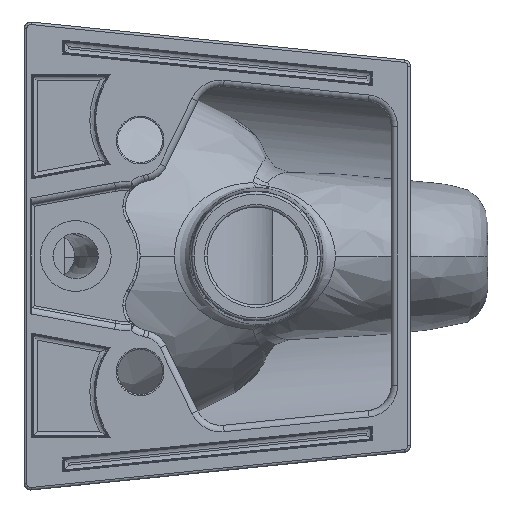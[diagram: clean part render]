
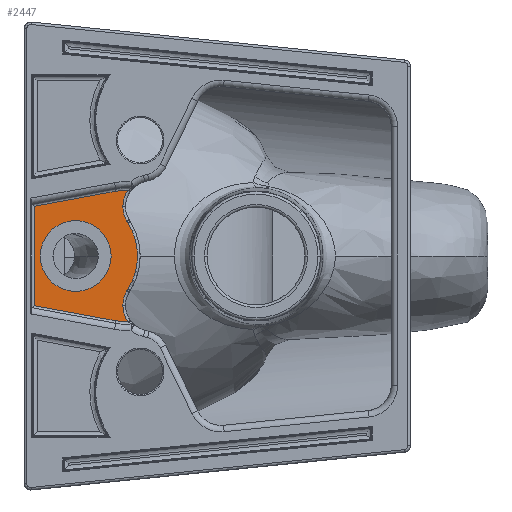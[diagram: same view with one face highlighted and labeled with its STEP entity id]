
A CAD part, left-side view. The second image highlights one B-rep face of the part: STEP entity #2447.
In plain terms, the highlighted planar face has unit normal (-1, 0, 0).
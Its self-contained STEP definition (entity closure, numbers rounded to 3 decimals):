
#84 = DIRECTION ( 'NONE',  ( 0., 1., 0. ) ) ;
#260 = ORIENTED_EDGE ( 'NONE', *, *, #11769, .T. ) ;
#316 = AXIS2_PLACEMENT_3D ( 'NONE', #38863, #39738, #16738 ) ;
#816 = EDGE_LOOP ( 'NONE', ( #2971, #260, #36610, #12183, #1751, #35627, #15058, #39511, #5305, #37947, #30007, #14023 ) ) ;
#1099 = CARTESIAN_POINT ( 'NONE',  ( -235., 129.4, 0. ) ) ;
#1113 = DIRECTION ( 'NONE',  ( 1., 0., 0. ) ) ;
#1200 = VERTEX_POINT ( 'NONE', #5967 ) ;
#1495 = DIRECTION ( 'NONE',  ( -1., 0., 0. ) ) ;
#1624 = CARTESIAN_POINT ( 'NONE',  ( -235., 133.374, 38.3 ) ) ;
#1751 = ORIENTED_EDGE ( 'NONE', *, *, #35523, .T. ) ;
#2447 = ADVANCED_FACE ( 'NONE', ( #33811, #37371 ), #6811, .F. ) ;
#2480 = AXIS2_PLACEMENT_3D ( 'NONE', #12285, #9160, #36392 ) ;
#2971 = ORIENTED_EDGE ( 'NONE', *, *, #24796, .T. ) ;
#3470 = LINE ( 'NONE', #9946, #13574 ) ;
#3577 = AXIS2_PLACEMENT_3D ( 'NONE', #31687, #1113, #35263 ) ;
#4428 = AXIS2_PLACEMENT_3D ( 'NONE', #4794, #14375, #18392 ) ;
#4449 = DIRECTION ( 'NONE',  ( 0., 1., 0. ) ) ;
#4794 = CARTESIAN_POINT ( 'NONE',  ( -235., 111.374, 38.3 ) ) ;
#5074 = CARTESIAN_POINT ( 'NONE',  ( -235., 69.313, -63.236 ) ) ;
#5305 = ORIENTED_EDGE ( 'NONE', *, *, #35699, .T. ) ;
#5967 = CARTESIAN_POINT ( 'NONE',  ( -235., 130.299, -27.08 ) ) ;
#6183 = DIRECTION ( 'NONE',  ( 0., -0.983, -0.182 ) ) ;
#6220 = DIRECTION ( 'NONE',  ( 0., 0., -1. ) ) ;
#6811 = PLANE ( 'NONE',  #17084 ) ;
#6918 = DIRECTION ( 'NONE',  ( 1., 0., 0. ) ) ;
#7449 = VERTEX_POINT ( 'NONE', #10502 ) ;
#7523 = CARTESIAN_POINT ( 'NONE',  ( -235., 133.374, -38.3 ) ) ;
#7889 = CIRCLE ( 'NONE', #43536, 27.5 ) ;
#8278 = CARTESIAN_POINT ( 'NONE',  ( -235., 170., 0. ) ) ;
#8797 = EDGE_CURVE ( 'NONE', #34417, #1200, #40646, .T. ) ;
#9160 = DIRECTION ( 'NONE',  ( 1., 0., 0. ) ) ;
#9318 = AXIS2_PLACEMENT_3D ( 'NONE', #36159, #25432, #35713 ) ;
#9946 = CARTESIAN_POINT ( 'NONE',  ( -235., 138.69, -50.32 ) ) ;
#10072 = DIRECTION ( 'NONE',  ( 0., 1., 0. ) ) ;
#10297 = CIRCLE ( 'NONE', #2480, 70.898 ) ;
#10502 = CARTESIAN_POINT ( 'NONE',  ( -235., 202., 38.632 ) ) ;
#11662 = VECTOR ( 'NONE', #6220, 1000. ) ;
#11725 = AXIS2_PLACEMENT_3D ( 'NONE', #1099, #25399, #4449 ) ;
#11769 = EDGE_CURVE ( 'NONE', #27645, #34417, #28541, .T. ) ;
#12183 = ORIENTED_EDGE ( 'NONE', *, *, #38310, .T. ) ;
#12285 = CARTESIAN_POINT ( 'NONE',  ( -235., 69.313, 63.236 ) ) ;
#12649 = VERTEX_POINT ( 'NONE', #1624 ) ;
#13553 = CARTESIAN_POINT ( 'NONE',  ( -235., 197.5, 0. ) ) ;
#13574 = VECTOR ( 'NONE', #6183, 1000. ) ;
#14023 = ORIENTED_EDGE ( 'NONE', *, *, #17460, .T. ) ;
#14375 = DIRECTION ( 'NONE',  ( 1., 0., 0. ) ) ;
#14750 = EDGE_CURVE ( 'NONE', #16935, #7449, #17561, .T. ) ;
#14992 = CARTESIAN_POINT ( 'NONE',  ( -235., 202., -38.632 ) ) ;
#15058 = ORIENTED_EDGE ( 'NONE', *, *, #41346, .T. ) ;
#15453 = VERTEX_POINT ( 'NONE', #43535 ) ;
#15654 = CARTESIAN_POINT ( 'NONE',  ( -235., 170., 0. ) ) ;
#16738 = DIRECTION ( 'NONE',  ( 0., 1., 0. ) ) ;
#16935 = VERTEX_POINT ( 'NONE', #30157 ) ;
#17084 = AXIS2_PLACEMENT_3D ( 'NONE', #20833, #37583, #84 ) ;
#17460 = EDGE_CURVE ( 'NONE', #31223, #21834, #3470, .T. ) ;
#17561 = LINE ( 'NONE', #21120, #22917 ) ;
#18392 = DIRECTION ( 'NONE',  ( 0., 1., 0. ) ) ;
#19058 = EDGE_CURVE ( 'NONE', #15453, #36795, #7889, .T. ) ;
#20833 = CARTESIAN_POINT ( 'NONE',  ( -235., 129.4, 0. ) ) ;
#21120 = CARTESIAN_POINT ( 'NONE',  ( -235., 138.69, 50.32 ) ) ;
#21663 = AXIS2_PLACEMENT_3D ( 'NONE', #24701, #1495, #28279 ) ;
#21834 = VERTEX_POINT ( 'NONE', #36424 ) ;
#22237 = DIRECTION ( 'NONE',  ( 1., 0., 0. ) ) ;
#22429 = AXIS2_PLACEMENT_3D ( 'NONE', #37483, #6918, #27637 ) ;
#22917 = VECTOR ( 'NONE', #44134, 1000. ) ;
#23107 = CIRCLE ( 'NONE', #29509, 27.5 ) ;
#24701 = CARTESIAN_POINT ( 'NONE',  ( -235., 129.4, 0. ) ) ;
#24796 = EDGE_CURVE ( 'NONE', #21834, #27645, #28804, .T. ) ;
#25162 = EDGE_CURVE ( 'NONE', #12649, #35491, #30285, .T. ) ;
#25399 = DIRECTION ( 'NONE',  ( -1., 0., 0. ) ) ;
#25432 = DIRECTION ( 'NONE',  ( 1., 0., 0. ) ) ;
#25664 = DIRECTION ( 'NONE',  ( -1., 0., 0. ) ) ;
#26105 = VERTEX_POINT ( 'NONE', #28245 ) ;
#26395 = CARTESIAN_POINT ( 'NONE',  ( -235., 129.217, -51.17 ) ) ;
#26703 = CIRCLE ( 'NONE', #11725, 51.171 ) ;
#26732 = EDGE_CURVE ( 'NONE', #29682, #26105, #10297, .T. ) ;
#27637 = DIRECTION ( 'NONE',  ( 0., 1., 0. ) ) ;
#27645 = VERTEX_POINT ( 'NONE', #26395 ) ;
#27845 = EDGE_LOOP ( 'NONE', ( #37753, #33882 ) ) ;
#28245 = CARTESIAN_POINT ( 'NONE',  ( -235., 130.299, 27.08 ) ) ;
#28279 = DIRECTION ( 'NONE',  ( 0., 1., 0. ) ) ;
#28320 = EDGE_CURVE ( 'NONE', #7449, #31223, #43248, .T. ) ;
#28541 = CIRCLE ( 'NONE', #9318, 22. ) ;
#28804 = CIRCLE ( 'NONE', #21663, 51.171 ) ;
#29278 = VERTEX_POINT ( 'NONE', #38192 ) ;
#29369 = CIRCLE ( 'NONE', #4428, 22. ) ;
#29509 = AXIS2_PLACEMENT_3D ( 'NONE', #8278, #25664, #41973 ) ;
#29682 = VERTEX_POINT ( 'NONE', #40370 ) ;
#30007 = ORIENTED_EDGE ( 'NONE', *, *, #28320, .T. ) ;
#30157 = CARTESIAN_POINT ( 'NONE',  ( -235., 138.69, 50.32 ) ) ;
#30285 = CIRCLE ( 'NONE', #22429, 22. ) ;
#31223 = VERTEX_POINT ( 'NONE', #14992 ) ;
#31687 = CARTESIAN_POINT ( 'NONE',  ( -235., 111.374, -38.3 ) ) ;
#32175 = CARTESIAN_POINT ( 'NONE',  ( -235., 129.217, 51.17 ) ) ;
#32299 = DIRECTION ( 'NONE',  ( 0., 1., 0. ) ) ;
#32995 = EDGE_CURVE ( 'NONE', #36795, #15453, #23107, .T. ) ;
#33811 = FACE_OUTER_BOUND ( 'NONE', #816, .T. ) ;
#33882 = ORIENTED_EDGE ( 'NONE', *, *, #32995, .F. ) ;
#34417 = VERTEX_POINT ( 'NONE', #7523 ) ;
#35263 = DIRECTION ( 'NONE',  ( 0., 1., 0. ) ) ;
#35491 = VERTEX_POINT ( 'NONE', #32175 ) ;
#35523 = EDGE_CURVE ( 'NONE', #29278, #29682, #38101, .T. ) ;
#35627 = ORIENTED_EDGE ( 'NONE', *, *, #26732, .T. ) ;
#35699 = EDGE_CURVE ( 'NONE', #35491, #16935, #26703, .T. ) ;
#35713 = DIRECTION ( 'NONE',  ( 0., 1., 0. ) ) ;
#36159 = CARTESIAN_POINT ( 'NONE',  ( -235., 111.374, -38.3 ) ) ;
#36392 = DIRECTION ( 'NONE',  ( 0., 1., 0. ) ) ;
#36424 = CARTESIAN_POINT ( 'NONE',  ( -235., 138.69, -50.32 ) ) ;
#36610 = ORIENTED_EDGE ( 'NONE', *, *, #8797, .T. ) ;
#36793 = CARTESIAN_POINT ( 'NONE',  ( -235., 202., -40. ) ) ;
#36795 = VERTEX_POINT ( 'NONE', #13553 ) ;
#37371 = FACE_BOUND ( 'NONE', #27845, .T. ) ;
#37483 = CARTESIAN_POINT ( 'NONE',  ( -235., 111.374, 38.3 ) ) ;
#37583 = DIRECTION ( 'NONE',  ( 1., 0., 0. ) ) ;
#37753 = ORIENTED_EDGE ( 'NONE', *, *, #19058, .F. ) ;
#37947 = ORIENTED_EDGE ( 'NONE', *, *, #14750, .T. ) ;
#38101 = CIRCLE ( 'NONE', #316, 48. ) ;
#38192 = CARTESIAN_POINT ( 'NONE',  ( -235., 129.352, -25.529 ) ) ;
#38310 = EDGE_CURVE ( 'NONE', #1200, #29278, #41446, .T. ) ;
#38863 = CARTESIAN_POINT ( 'NONE',  ( -235., 170., 0. ) ) ;
#39511 = ORIENTED_EDGE ( 'NONE', *, *, #25162, .T. ) ;
#39738 = DIRECTION ( 'NONE',  ( -1., 0., 0. ) ) ;
#40370 = CARTESIAN_POINT ( 'NONE',  ( -235., 129.352, 25.529 ) ) ;
#40646 = CIRCLE ( 'NONE', #3577, 22. ) ;
#40727 = AXIS2_PLACEMENT_3D ( 'NONE', #5074, #22237, #32299 ) ;
#41346 = EDGE_CURVE ( 'NONE', #26105, #12649, #29369, .T. ) ;
#41446 = CIRCLE ( 'NONE', #40727, 70.898 ) ;
#41973 = DIRECTION ( 'NONE',  ( 0., 1., 0. ) ) ;
#42892 = DIRECTION ( 'NONE',  ( -1., 0., 0. ) ) ;
#43248 = LINE ( 'NONE', #36793, #11662 ) ;
#43535 = CARTESIAN_POINT ( 'NONE',  ( -235., 142.5, 0. ) ) ;
#43536 = AXIS2_PLACEMENT_3D ( 'NONE', #15654, #42892, #10072 ) ;
#44134 = DIRECTION ( 'NONE',  ( 0., 0.983, -0.182 ) ) ;
